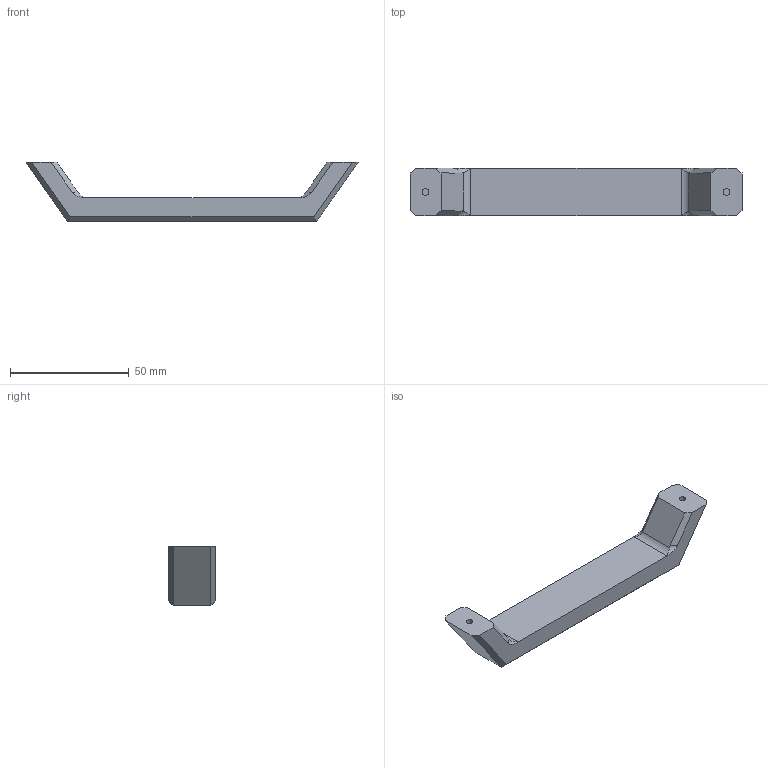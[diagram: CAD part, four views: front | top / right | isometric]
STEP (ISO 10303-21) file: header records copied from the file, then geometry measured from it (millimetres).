
FILE_DESCRIPTION(/* description */ (''),/* implementation_level */ '2;1');
FILE_NAME(/* name */ 'Carry Handle.step',/* time_stamp */ '2022-07-23T10:55:57-05:00',/* author */ (''),/* organization */ (''),/* preprocessor_version */ 'ST-DEVELOPER v19',/* originating_system */ 'Autodesk Translation Framework v11.7.0.108',/* authorisation */ '');
FILE_SCHEMA (('AUTOMOTIVE_DESIGN { 1 0 10303 214 3 1 1 }'));
Length unit declared in the file: millimetre
Products named in the file (1): Carry Handle
Bounding box: 140 x 20 x 25 mm (x, y, z)
Volume: 29418.2 mm3; surface area: 9046.2 mm2
Topology: 1 solids, 1 shells, 30 faces, 74 edges, 48 vertices
Faces by surface type: plane 22, cylinder 8
Full cylindrical faces by diameter (mm): 2.85 x2
Entity records: 915 total; most frequent: CARTESIAN_POINT 153, DIRECTION 152, ORIENTED_EDGE 148, EDGE_CURVE 74, LINE 58, VECTOR 58, VERTEX_POINT 48, AXIS2_PLACEMENT_3D 47
